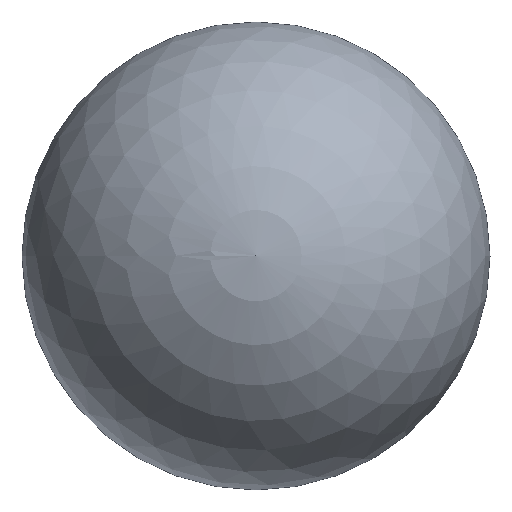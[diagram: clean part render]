
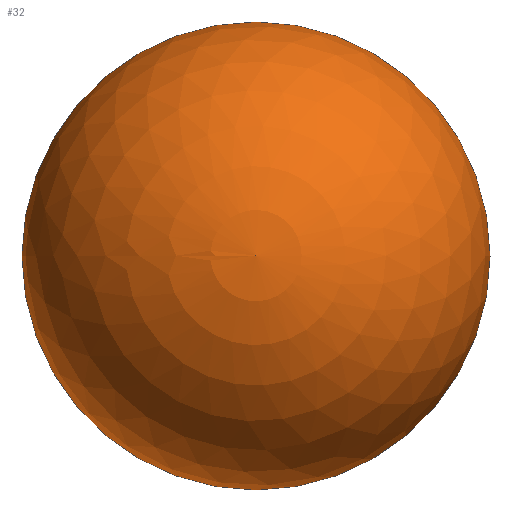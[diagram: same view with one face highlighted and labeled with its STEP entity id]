
A CAD part, top view. The second image highlights one B-rep face of the part: STEP entity #32.
In plain terms, the highlighted spherical face has radius 10 mm.
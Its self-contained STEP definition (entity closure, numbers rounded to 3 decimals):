
#15=SPHERICAL_SURFACE('',#49,10.);
#17=FACE_OUTER_BOUND('',#19,.T.);
#19=EDGE_LOOP('',(#27,#28,#29));
#20=CIRCLE('',#48,10.);
#21=CIRCLE('',#50,10.);
#22=VERTEX_POINT('',#63);
#23=VERTEX_POINT('',#66);
#24=EDGE_CURVE('',#22,#22,#20,.T.);
#25=EDGE_CURVE('',#23,#22,#21,.T.);
#27=ORIENTED_EDGE('',*,*,#24,.T.);
#28=ORIENTED_EDGE('',*,*,#25,.F.);
#29=ORIENTED_EDGE('',*,*,#25,.T.);
#32=ADVANCED_FACE('',(#17),#15,.T.);
#48=AXIS2_PLACEMENT_3D('',#64,#55,#56);
#49=AXIS2_PLACEMENT_3D('',#65,#57,#58);
#50=AXIS2_PLACEMENT_3D('',#67,#59,#60);
#55=DIRECTION('center_axis',(0.,0.,1.));
#56=DIRECTION('ref_axis',(0.,1.,0.));
#57=DIRECTION('center_axis',(0.,0.,1.));
#58=DIRECTION('ref_axis',(1.,0.,0.));
#59=DIRECTION('center_axis',(0.,-1.,0.));
#60=DIRECTION('ref_axis',(-1.,0.,0.));
#63=CARTESIAN_POINT('',(-10.,0.,0.));
#64=CARTESIAN_POINT('Origin',(0.,0.,0.));
#65=CARTESIAN_POINT('Origin',(0.,0.,0.));
#66=CARTESIAN_POINT('',(0.,0.,10.));
#67=CARTESIAN_POINT('Origin',(0.,0.,0.));
